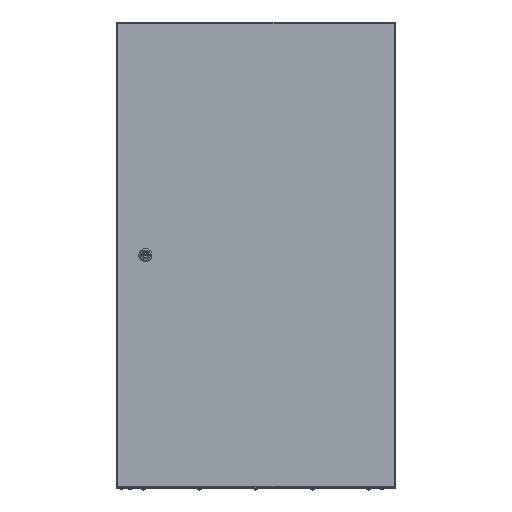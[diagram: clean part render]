
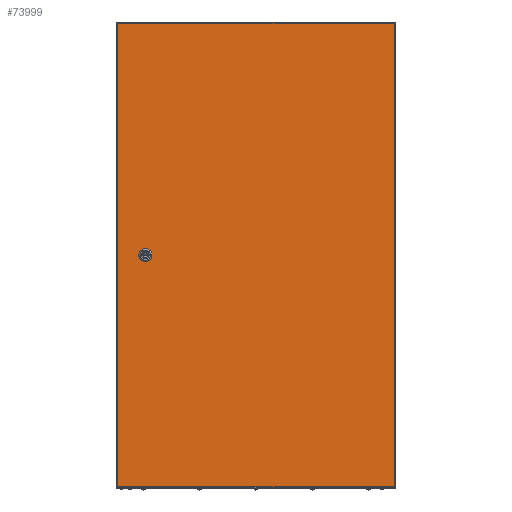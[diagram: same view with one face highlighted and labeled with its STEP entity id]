
A CAD part, top view. The second image highlights one B-rep face of the part: STEP entity #73999.
In plain terms, the highlighted planar face has unit normal (0, 0, 1).
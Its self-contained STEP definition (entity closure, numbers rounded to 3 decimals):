
#436 = ORIENTED_EDGE ( 'NONE', *, *, #4776, .F. ) ;
#1179 = VERTEX_POINT ( 'NONE', #78890 ) ;
#1273 = DIRECTION ( 'NONE',  ( -1., 0., 0. ) ) ;
#1618 = DIRECTION ( 'NONE',  ( 1., 0., 0. ) ) ;
#2050 = CARTESIAN_POINT ( 'NONE',  ( 0., 0., 17. ) ) ;
#2900 = EDGE_CURVE ( 'NONE', #26909, #5385, #24621, .T. ) ;
#4414 = DIRECTION ( 'NONE',  ( 1., 0., 0. ) ) ;
#4776 = EDGE_CURVE ( 'NONE', #5598, #68619, #71763, .T. ) ;
#5385 = VERTEX_POINT ( 'NONE', #39629 ) ;
#5598 = VERTEX_POINT ( 'NONE', #24049 ) ;
#5822 = ORIENTED_EDGE ( 'NONE', *, *, #42878, .T. ) ;
#6514 = EDGE_CURVE ( 'NONE', #63209, #1179, #21348, .T. ) ;
#7995 = FACE_BOUND ( 'NONE', #17454, .T. ) ;
#8827 = CARTESIAN_POINT ( 'NONE',  ( 596.87, 997., 17. ) ) ;
#9891 = CARTESIAN_POINT ( 'NONE',  ( 62.87, 500., 17. ) ) ;
#10354 = VECTOR ( 'NONE', #16570, 1000. ) ;
#13436 = DIRECTION ( 'NONE',  ( 1., 0., 0. ) ) ;
#14141 = DIRECTION ( 'NONE',  ( 0., 0., 1. ) ) ;
#14767 = CARTESIAN_POINT ( 'NONE',  ( 52.82, 494.944, 17. ) ) ;
#16384 = AXIS2_PLACEMENT_3D ( 'NONE', #2050, #22602, #1618 ) ;
#16458 = VERTEX_POINT ( 'NONE', #36862 ) ;
#16570 = DIRECTION ( 'NONE',  ( -1., 0., 0. ) ) ;
#17454 = EDGE_LOOP ( 'NONE', ( #55558, #436, #18355, #49018, #73331, #24655, #69161, #52872 ) ) ;
#18355 = ORIENTED_EDGE ( 'NONE', *, *, #48285, .F. ) ;
#18512 = AXIS2_PLACEMENT_3D ( 'NONE', #83932, #14141, #69854 ) ;
#19183 = VECTOR ( 'NONE', #22001, 1000. ) ;
#19670 = LINE ( 'NONE', #74913, #32651 ) ;
#19942 = LINE ( 'NONE', #47797, #10354 ) ;
#20123 = DIRECTION ( 'NONE',  ( 1., 0., 0. ) ) ;
#20404 = EDGE_CURVE ( 'NONE', #68619, #16458, #59916, .T. ) ;
#20425 = EDGE_CURVE ( 'NONE', #16458, #72137, #19942, .T. ) ;
#21348 = LINE ( 'NONE', #78847, #21435 ) ;
#21435 = VECTOR ( 'NONE', #1273, 1000. ) ;
#22001 = DIRECTION ( 'NONE',  ( 0., 1., 0. ) ) ;
#22085 = CARTESIAN_POINT ( 'NONE',  ( 52.82, 494.944, 17. ) ) ;
#22602 = DIRECTION ( 'NONE',  ( 0., 0., 1. ) ) ;
#22976 = LINE ( 'NONE', #14767, #65735 ) ;
#23584 = AXIS2_PLACEMENT_3D ( 'NONE', #27598, #28051, #13436 ) ;
#24049 = CARTESIAN_POINT ( 'NONE',  ( 72.92, 494.944, 17. ) ) ;
#24621 = CIRCLE ( 'NONE', #56743, 11.25 ) ;
#24655 = ORIENTED_EDGE ( 'NONE', *, *, #36272, .F. ) ;
#26909 = VERTEX_POINT ( 'NONE', #22085 ) ;
#27598 = CARTESIAN_POINT ( 'NONE',  ( 62.87, 500., 17. ) ) ;
#27615 = CARTESIAN_POINT ( 'NONE',  ( 67.926, 489.95, 17. ) ) ;
#28051 = DIRECTION ( 'NONE',  ( 0., 0., 1. ) ) ;
#30737 = DIRECTION ( 'NONE',  ( 0., -1., 0. ) ) ;
#31096 = VERTEX_POINT ( 'NONE', #50518 ) ;
#32651 = VECTOR ( 'NONE', #20123, 1000. ) ;
#33080 = EDGE_CURVE ( 'NONE', #72137, #56901, #44708, .T. ) ;
#35820 = PLANE ( 'NONE',  #16384 ) ;
#35989 = VECTOR ( 'NONE', #63037, 1000. ) ;
#36272 = EDGE_CURVE ( 'NONE', #56901, #26909, #22976, .T. ) ;
#36729 = FACE_OUTER_BOUND ( 'NONE', #48803, .T. ) ;
#36862 = CARTESIAN_POINT ( 'NONE',  ( 67.926, 510.05, 17. ) ) ;
#37855 = LINE ( 'NONE', #81176, #42505 ) ;
#39629 = CARTESIAN_POINT ( 'NONE',  ( 57.814, 489.95, 17. ) ) ;
#40468 = CARTESIAN_POINT ( 'NONE',  ( 62.87, 500., 17. ) ) ;
#42505 = VECTOR ( 'NONE', #73909, 1000. ) ;
#42731 = ORIENTED_EDGE ( 'NONE', *, *, #62805, .T. ) ;
#42878 = EDGE_CURVE ( 'NONE', #80013, #63209, #84121, .T. ) ;
#43847 = AXIS2_PLACEMENT_3D ( 'NONE', #40468, #46448, #68344 ) ;
#44395 = DIRECTION ( 'NONE',  ( 0., 1., 0. ) ) ;
#44708 = CIRCLE ( 'NONE', #18512, 11.25 ) ;
#46448 = DIRECTION ( 'NONE',  ( 0., 0., 1. ) ) ;
#47797 = CARTESIAN_POINT ( 'NONE',  ( 67.926, 510.05, 17. ) ) ;
#48164 = ORIENTED_EDGE ( 'NONE', *, *, #6514, .T. ) ;
#48285 = EDGE_CURVE ( 'NONE', #78694, #5598, #78961, .T. ) ;
#48803 = EDGE_LOOP ( 'NONE', ( #42731, #59773, #5822, #48164 ) ) ;
#49018 = ORIENTED_EDGE ( 'NONE', *, *, #82413, .F. ) ;
#49969 = CARTESIAN_POINT ( 'NONE',  ( 72.92, 505.056, 17. ) ) ;
#50135 = VECTOR ( 'NONE', #44395, 1000. ) ;
#50518 = CARTESIAN_POINT ( 'NONE',  ( 2.87, 3., 17. ) ) ;
#52872 = ORIENTED_EDGE ( 'NONE', *, *, #20425, .F. ) ;
#55558 = ORIENTED_EDGE ( 'NONE', *, *, #20404, .F. ) ;
#56160 = LINE ( 'NONE', #77144, #35989 ) ;
#56743 = AXIS2_PLACEMENT_3D ( 'NONE', #9891, #60116, #4414 ) ;
#56901 = VERTEX_POINT ( 'NONE', #61305 ) ;
#59773 = ORIENTED_EDGE ( 'NONE', *, *, #70608, .T. ) ;
#59916 = CIRCLE ( 'NONE', #43847, 11.25 ) ;
#60116 = DIRECTION ( 'NONE',  ( 0., 0., 1. ) ) ;
#60540 = CARTESIAN_POINT ( 'NONE',  ( 596.87, 3., 17. ) ) ;
#61305 = CARTESIAN_POINT ( 'NONE',  ( 52.82, 505.056, 17. ) ) ;
#62805 = EDGE_CURVE ( 'NONE', #1179, #31096, #37855, .T. ) ;
#63037 = DIRECTION ( 'NONE',  ( 1., 0., 0. ) ) ;
#63209 = VERTEX_POINT ( 'NONE', #87927 ) ;
#65735 = VECTOR ( 'NONE', #30737, 1000. ) ;
#68344 = DIRECTION ( 'NONE',  ( 1., 0., 0. ) ) ;
#68619 = VERTEX_POINT ( 'NONE', #49969 ) ;
#69161 = ORIENTED_EDGE ( 'NONE', *, *, #33080, .F. ) ;
#69854 = DIRECTION ( 'NONE',  ( 1., 0., 0. ) ) ;
#70412 = CARTESIAN_POINT ( 'NONE',  ( 72.92, 494.944, 17. ) ) ;
#70608 = EDGE_CURVE ( 'NONE', #31096, #80013, #56160, .T. ) ;
#71763 = LINE ( 'NONE', #70412, #19183 ) ;
#72137 = VERTEX_POINT ( 'NONE', #81371 ) ;
#73331 = ORIENTED_EDGE ( 'NONE', *, *, #2900, .F. ) ;
#73909 = DIRECTION ( 'NONE',  ( 0., -1., 0. ) ) ;
#73999 = ADVANCED_FACE ( 'NONE', ( #7995, #36729 ), #35820, .T. ) ;
#74913 = CARTESIAN_POINT ( 'NONE',  ( 67.926, 489.95, 17. ) ) ;
#77144 = CARTESIAN_POINT ( 'NONE',  ( 2.87, 3., 17. ) ) ;
#78694 = VERTEX_POINT ( 'NONE', #27615 ) ;
#78847 = CARTESIAN_POINT ( 'NONE',  ( 2.87, 997., 17. ) ) ;
#78890 = CARTESIAN_POINT ( 'NONE',  ( 2.87, 997., 17. ) ) ;
#78961 = CIRCLE ( 'NONE', #23584, 11.25 ) ;
#80013 = VERTEX_POINT ( 'NONE', #60540 ) ;
#81176 = CARTESIAN_POINT ( 'NONE',  ( 2.87, 997., 17. ) ) ;
#81371 = CARTESIAN_POINT ( 'NONE',  ( 57.814, 510.05, 17. ) ) ;
#82413 = EDGE_CURVE ( 'NONE', #5385, #78694, #19670, .T. ) ;
#83932 = CARTESIAN_POINT ( 'NONE',  ( 62.87, 500., 17. ) ) ;
#84121 = LINE ( 'NONE', #8827, #50135 ) ;
#87927 = CARTESIAN_POINT ( 'NONE',  ( 596.87, 997., 17. ) ) ;
